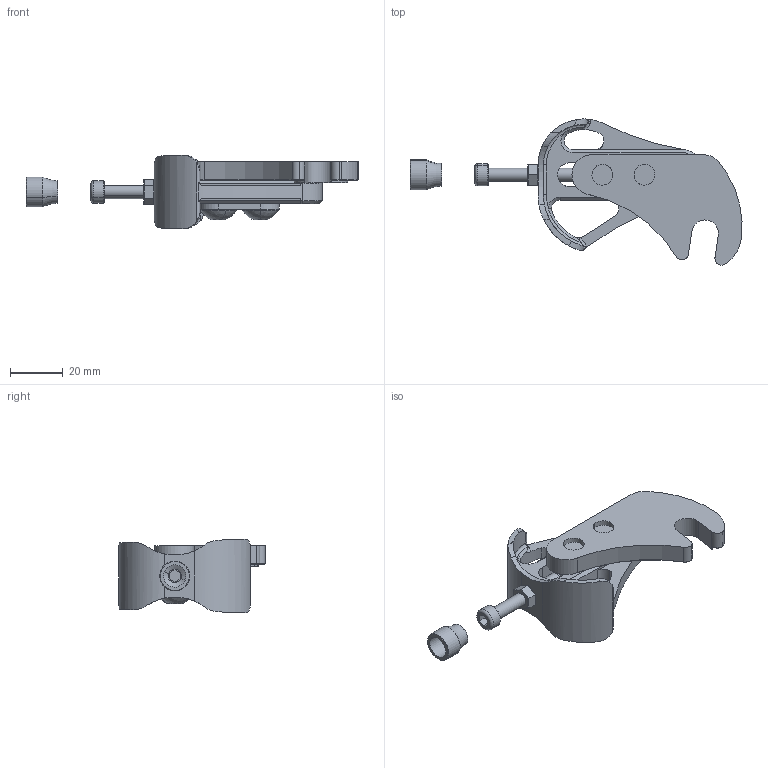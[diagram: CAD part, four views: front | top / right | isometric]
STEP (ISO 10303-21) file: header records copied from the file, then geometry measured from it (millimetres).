
FILE_DESCRIPTION (( 'STEP AP214' ), '1' );
FILE_NAME ('DS0001R.STEP', '2012-05-08T14:15:03', ( 'BobCad' ), ( 'Microsoft' ), 'SwSTEP 2.0', 'SolidWorks 2012', '' );
FILE_SCHEMA (( 'AUTOMOTIVE_DESIGN' ));
Length unit declared in the file: inch
Products named in the file (8): PA0001; DR4005; MS5001; MS2016; MS2013; MS2012; MS1013; DS0001R
Assembly tree (8 placements, depth 2):
  DS0001R
    MS1013
    MS2012  x2
    MS2013
    MS2016
    MS5001
    DR4005
    PA0001
Bounding box: 126.3 x 55.57 x 27.85 mm (x, y, z)
Volume: 28225 mm3; surface area: 17708.8 mm2
Topology: 8 solids, 8 shells, 272 faces, 689 edges, 432 vertices
Faces by surface type: cylinder 107, plane 79, cone 43, torus 22, bspline 17, sphere 4
Entity records: 9741 total; most frequent: CARTESIAN_POINT 3467, ORIENTED_EDGE 1302, DIRECTION 1160, EDGE_CURVE 651, AXIS2_PLACEMENT_3D 464, VERTEX_POINT 408, EDGE_LOOP 277, ADVANCED_FACE 257
